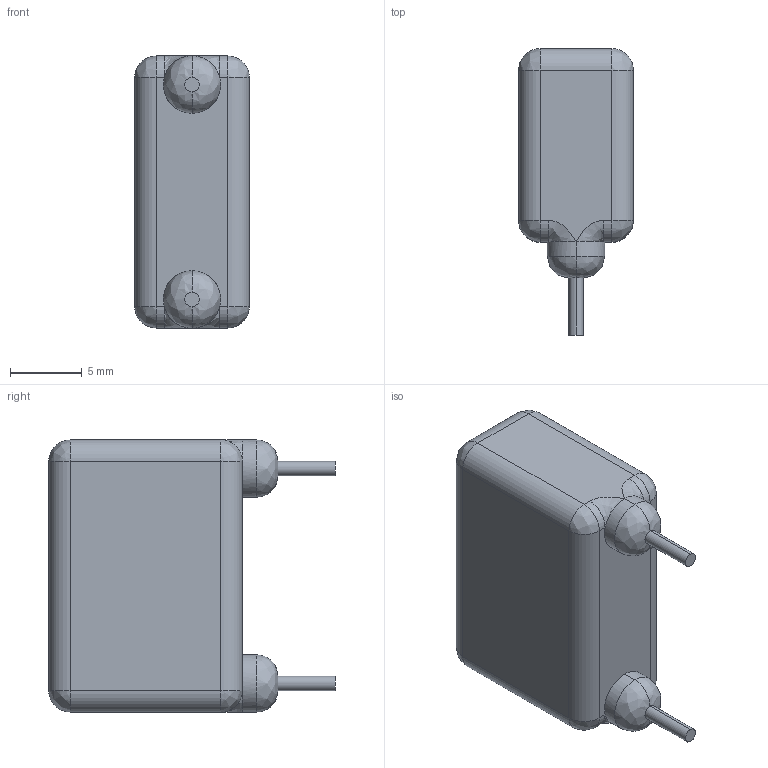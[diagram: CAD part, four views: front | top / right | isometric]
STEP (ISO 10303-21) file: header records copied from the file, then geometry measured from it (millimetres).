
FILE_DESCRIPTION (( 'STEP AP214' ), '1' );
FILE_NAME ('User Library-CAP_POLY_15mm.STEP', '2014-11-04T16:54:04', ( 'Windows User' ), ( '' ), 'SwSTEP 2.0', 'SolidWorks 2014', '' );
FILE_SCHEMA (( 'AUTOMOTIVE_DESIGN' ));
Length unit declared in the file: millimetre
Products named in the file (1): User Library-CAP_POLY_15mm
Bounding box: 8 x 20 x 19 mm (x, y, z)
Volume: 2039.9 mm3; surface area: 999.3 mm2
Topology: 1 solids, 1 shells, 46 faces, 104 edges, 48 vertices
Faces by surface type: cylinder 22, bspline 16, plane 8
Entity records: 2114 total; most frequent: CARTESIAN_POINT 677, DIRECTION 194, ORIENTED_EDGE 184, EDGE_CURVE 92, AXIS2_PLACEMENT_3D 79, UNCERTAINTY_MEASURE_WITH_UNIT 49, FILL_AREA_STYLE_COLOUR 48, STYLED_ITEM 48
